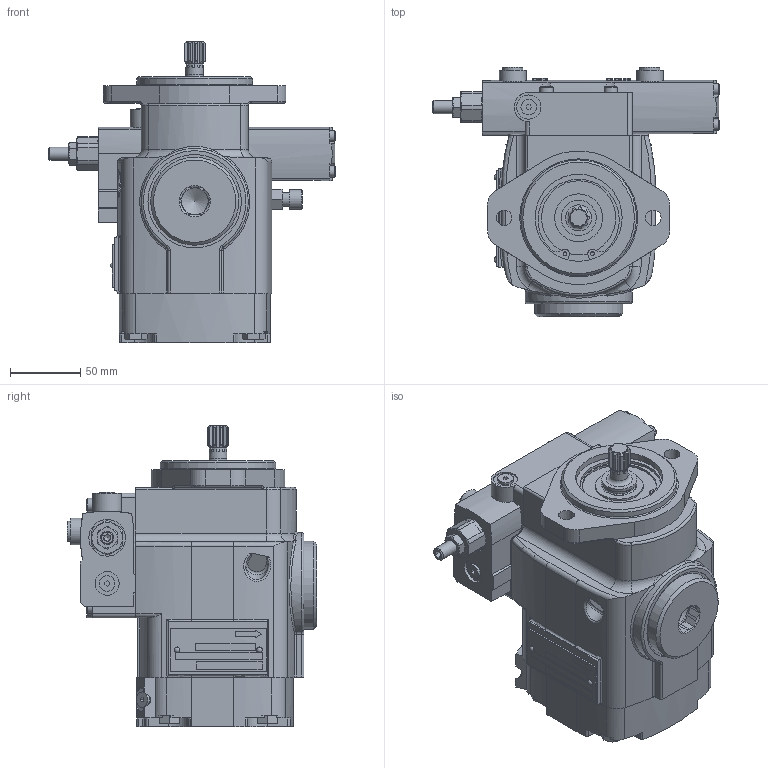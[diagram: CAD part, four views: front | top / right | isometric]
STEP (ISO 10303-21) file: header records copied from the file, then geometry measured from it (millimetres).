
FILE_DESCRIPTION((''),'2;1');
FILE_NAME('PVWJ_011_014_022.stp','2015-12-19T11:49:39',('JGroves'),(''),'Autodesk Inventor 2012','Autodesk Inventor 2012','');
FILE_SCHEMA(('AUTOMOTIVE_DESIGN { 1 0 10303 214 1 1 1 1 }'));
Length unit declared in the file: inch
Products named in the file (1): Assembly1_Shrinkwrap_1
Bounding box: 203.96 x 177.8 x 215.01 mm (x, y, z)
Surface area: 184227.7 mm2 (no closed solid volume)
Topology: 0 solids, 34 shells, 1168 faces, 3314 edges, 2204 vertices
Faces by surface type: plane 813, cylinder 198, cone 76, torus 48, bspline 28, sphere 3, revolution 2
Full cylindrical faces by diameter (mm): 2.794 x2, 4.775 x1, 7.925 x5, 9.525 x7, 11.125 x5, 12.446 x1, 13.487 x1, 14.275 x3, 16.256 x1, 17.069 x1, 17.272 x1, 19.05 x4, 19.152 x1, 23.134 x1, 25.014 x2, 26.162 x1, 26.975 x1, 34.145 x1, 52.855 x1, 61.999 x1, 62.027 x1, 62.738 x1, 65.634 x1, 66.548 x1, 82.55 x1
Entity records: 42422 total; most frequent: CARTESIAN_POINT 11324, ORIENTED_EDGE 6041, DIRECTION 5967, EDGE_CURVE 3213, VECTOR 2201, LINE 2201, VERTEX_POINT 2184, AXIS2_PLACEMENT_3D 1882
